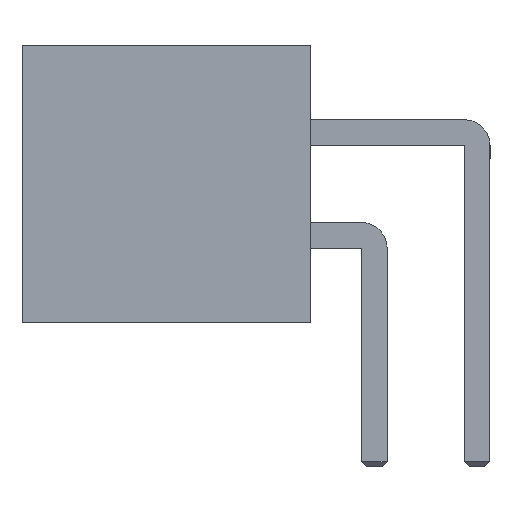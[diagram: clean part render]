
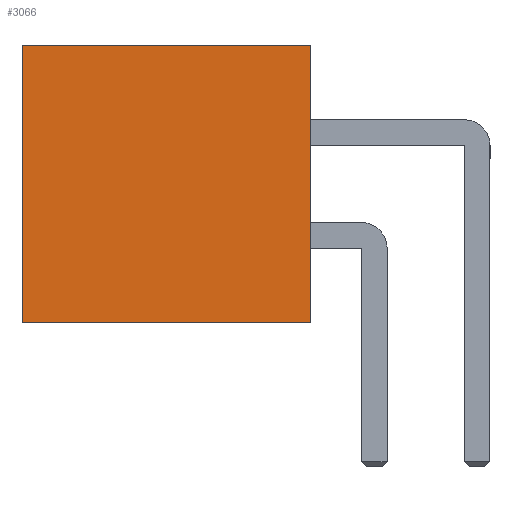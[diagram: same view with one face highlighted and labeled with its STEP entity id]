
A CAD part, left-side view. The second image highlights one B-rep face of the part: STEP entity #3066.
In plain terms, the highlighted planar face has unit normal (-1, 0, 0).
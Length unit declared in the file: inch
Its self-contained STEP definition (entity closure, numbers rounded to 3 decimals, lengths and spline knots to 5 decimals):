
#1395 = EDGE_LOOP ( 'NONE', ( #12018, #12358, #12384, #12540 ) ) ;
#3066 = ADVANCED_FACE ( 'NONE', ( #16493 ), #10036, .T. ) ;
#3870 = VECTOR ( 'NONE', #4181, 39.37008 ) ;
#4143 = LINE ( 'NONE', #4296, #3870 ) ;
#4181 = DIRECTION ( 'NONE',  ( 0., 1., 0. ) ) ;
#4229 = VERTEX_POINT ( 'NONE', #15464 ) ;
#4296 = CARTESIAN_POINT ( 'NONE',  ( 13.28083, 6.37943, -0.08661 ) ) ;
#9048 = CARTESIAN_POINT ( 'NONE',  ( 13.28083, 6.37943, -0.30709 ) ) ;
#9075 = VERTEX_POINT ( 'NONE', #23559 ) ;
#9509 = DIRECTION ( 'NONE',  ( 0., -1., 0. ) ) ;
#9538 = DIRECTION ( 'NONE',  ( -1., 0., 0. ) ) ;
#9905 = CARTESIAN_POINT ( 'NONE',  ( 13.28083, 6.37943, -0.30709 ) ) ;
#9996 = VERTEX_POINT ( 'NONE', #11048 ) ;
#10036 = PLANE ( 'NONE',  #18303 ) ;
#11048 = CARTESIAN_POINT ( 'NONE',  ( 13.28083, 6.59203, -0.30709 ) ) ;
#12018 = ORIENTED_EDGE ( 'NONE', *, *, #21338, .T. ) ;
#12358 = ORIENTED_EDGE ( 'NONE', *, *, #20135, .T. ) ;
#12384 = ORIENTED_EDGE ( 'NONE', *, *, #20868, .T. ) ;
#12540 = ORIENTED_EDGE ( 'NONE', *, *, #21586, .F. ) ;
#13907 = LINE ( 'NONE', #23416, #14034 ) ;
#14034 = VECTOR ( 'NONE', #23336, 39.37008 ) ;
#15464 = CARTESIAN_POINT ( 'NONE',  ( 13.28083, 6.37943, -0.08661 ) ) ;
#15898 = DIRECTION ( 'NONE',  ( 0., -1., 0. ) ) ;
#16493 = FACE_OUTER_BOUND ( 'NONE', #1395, .T. ) ;
#16608 = CARTESIAN_POINT ( 'NONE',  ( 13.28083, 6.37943, -0.30709 ) ) ;
#18303 = AXIS2_PLACEMENT_3D ( 'NONE', #9905, #9538, #9509 ) ;
#20135 = EDGE_CURVE ( 'NONE', #23321, #4229, #13907, .T. ) ;
#20868 = EDGE_CURVE ( 'NONE', #4229, #9075, #4143, .T. ) ;
#21338 = EDGE_CURVE ( 'NONE', #9996, #23321, #23927, .T. ) ;
#21421 = VECTOR ( 'NONE', #22790, 39.37008 ) ;
#21480 = LINE ( 'NONE', #23530, #21421 ) ;
#21586 = EDGE_CURVE ( 'NONE', #9996, #9075, #21480, .T. ) ;
#22790 = DIRECTION ( 'NONE',  ( 0., 0., 1. ) ) ;
#23321 = VERTEX_POINT ( 'NONE', #9048 ) ;
#23336 = DIRECTION ( 'NONE',  ( 0., 0., 1. ) ) ;
#23416 = CARTESIAN_POINT ( 'NONE',  ( 13.28083, 6.37943, -0.30709 ) ) ;
#23530 = CARTESIAN_POINT ( 'NONE',  ( 13.28083, 6.59203, -0.30709 ) ) ;
#23559 = CARTESIAN_POINT ( 'NONE',  ( 13.28083, 6.59203, -0.08661 ) ) ;
#23910 = VECTOR ( 'NONE', #15898, 39.37008 ) ;
#23927 = LINE ( 'NONE', #16608, #23910 ) ;
